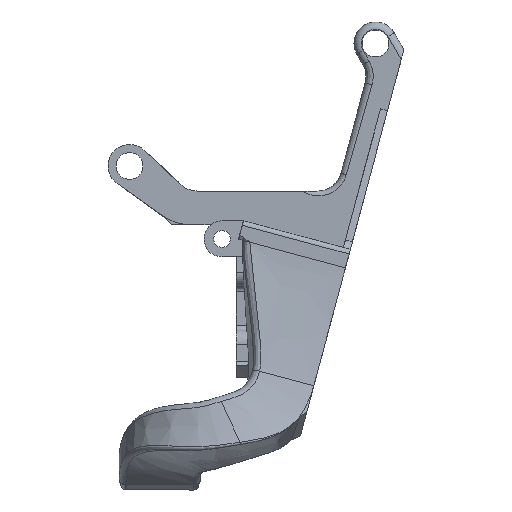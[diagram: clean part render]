
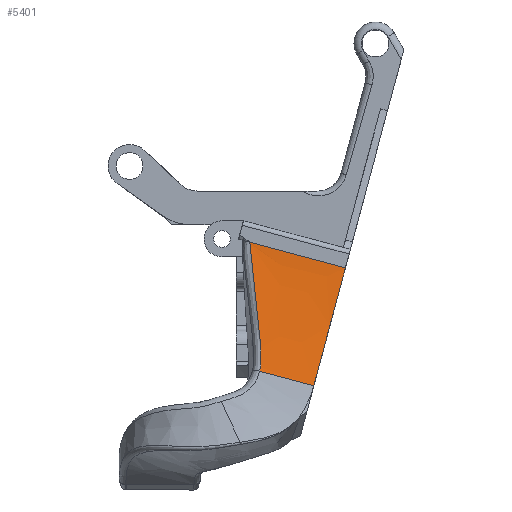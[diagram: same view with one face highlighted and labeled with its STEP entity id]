
A CAD part, left-side view. The second image highlights one B-rep face of the part: STEP entity #5401.
In plain terms, the highlighted free-form (B-spline) face has degree [3, 3] with [4, 4] control points.
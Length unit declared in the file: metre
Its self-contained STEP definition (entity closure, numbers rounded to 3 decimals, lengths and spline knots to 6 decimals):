
#197=B_SPLINE_SURFACE_WITH_KNOTS('',3,3,((#9386,#9387,#9388,#9389),(#9390,
#9391,#9392,#9393),(#9394,#9395,#9396,#9397),(#9398,#9399,#9400,#9401)),
 .UNSPECIFIED.,.F.,.F.,.F.,(4,4),(4,4),(0.,0.937719),(0.,1.),
 .PIECEWISE_BEZIER_KNOTS.);
#301=B_SPLINE_CURVE_WITH_KNOTS('',3,(#7891,#7892,#7893,#7894),
 .UNSPECIFIED.,.F.,.F.,(4,4),(0.,1.),.PIECEWISE_BEZIER_KNOTS.);
#397=B_SPLINE_CURVE_WITH_KNOTS('',3,(#9402,#9403,#9404,#9405,#9406,#9407,
#9408,#9409,#9410,#9411,#9412,#9413,#9414,#9415,#9416,#9417,#9418),
 .UNSPECIFIED.,.F.,.F.,(4,1,1,1,1,1,1,1,1,1,1,1,1,1,4),(0.,
0.000426,0.000853,0.001706,0.002558,
0.003411,0.005117,0.006822,0.010234,
0.013645,0.017056,0.020467,0.023878,
0.025584,0.02729),.UNSPECIFIED.);
#1235=ORIENTED_EDGE('',*,*,#2756,.T.);
#1236=ORIENTED_EDGE('',*,*,#2841,.T.);
#1237=ORIENTED_EDGE('',*,*,#2703,.F.);
#1238=ORIENTED_EDGE('',*,*,#2651,.F.);
#2651=EDGE_CURVE('',#3477,#3478,#301,.T.);
#2703=EDGE_CURVE('',#3478,#3516,#3969,.T.);
#2756=EDGE_CURVE('',#3477,#3563,#3982,.T.);
#2841=EDGE_CURVE('',#3563,#3516,#397,.T.);
#3477=VERTEX_POINT('',#7890);
#3478=VERTEX_POINT('',#7895);
#3516=VERTEX_POINT('',#8150);
#3563=VERTEX_POINT('',#8601);
#3969=LINE('',#8149,#4317);
#3982=LINE('',#8602,#4330);
#4317=VECTOR('',#6304,1.);
#4330=VECTOR('',#6339,1.);
#4601=EDGE_LOOP('',(#1235,#1236,#1237,#1238));
#4946=FACE_BOUND('',#4601,.T.);
#5401=ADVANCED_FACE('',(#4946),#197,.T.);
#6304=DIRECTION('',(0.,0.966,0.259));
#6339=DIRECTION('',(0.,0.966,0.259));
#7890=CARTESIAN_POINT('',(-0.0337,-0.04027,0.008448));
#7891=CARTESIAN_POINT('',(-0.0337,-0.04027,0.008448));
#7892=CARTESIAN_POINT('',(-0.0337,-0.03939,0.005164));
#7893=CARTESIAN_POINT('',(-0.036109,-0.034962,-0.01136));
#7894=CARTESIAN_POINT('',(-0.03736,-0.033677,-0.016158));
#7895=CARTESIAN_POINT('',(-0.03736,-0.033677,-0.016158));
#8149=CARTESIAN_POINT('',(-0.03736,-0.024983,-0.013829));
#8150=CARTESIAN_POINT('',(-0.03736,-0.022381,-0.013131));
#8601=CARTESIAN_POINT('',(-0.0337,-0.020372,0.013779));
#8602=CARTESIAN_POINT('',(-0.0337,-0.029113,0.011437));
#9386=CARTESIAN_POINT('',(-0.0337,-0.04027,0.008448));
#9387=CARTESIAN_POINT('',(-0.0337,-0.03939,0.005164));
#9388=CARTESIAN_POINT('',(-0.036109,-0.034962,-0.01136));
#9389=CARTESIAN_POINT('',(-0.03736,-0.033677,-0.016158));
#9390=CARTESIAN_POINT('',(-0.0337,-0.033597,0.010236));
#9391=CARTESIAN_POINT('',(-0.0337,-0.032717,0.006951));
#9392=CARTESIAN_POINT('',(-0.036109,-0.030979,-0.010293));
#9393=CARTESIAN_POINT('',(-0.03736,-0.029693,-0.015091));
#9394=CARTESIAN_POINT('',(-0.0337,-0.026925,0.012023));
#9395=CARTESIAN_POINT('',(-0.0337,-0.02604,0.008722));
#9396=CARTESIAN_POINT('',(-0.036103,-0.027002,-0.009201));
#9397=CARTESIAN_POINT('',(-0.03736,-0.02571,-0.014023));
#9398=CARTESIAN_POINT('',(-0.0337,-0.020252,0.013811));
#9399=CARTESIAN_POINT('',(-0.0337,-0.019367,0.010508));
#9400=CARTESIAN_POINT('',(-0.036102,-0.023019,-0.00813));
#9401=CARTESIAN_POINT('',(-0.03736,-0.021726,-0.012956));
#9402=CARTESIAN_POINT('',(-0.0337,-0.020372,0.013779));
#9403=CARTESIAN_POINT('',(-0.0337,-0.020335,0.013642));
#9404=CARTESIAN_POINT('',(-0.033708,-0.020323,0.013348));
#9405=CARTESIAN_POINT('',(-0.033736,-0.02031,0.012784));
#9406=CARTESIAN_POINT('',(-0.033786,-0.020338,0.012074));
#9407=CARTESIAN_POINT('',(-0.033857,-0.020394,0.011226));
#9408=CARTESIAN_POINT('',(-0.033962,-0.020492,0.010095));
#9409=CARTESIAN_POINT('',(-0.034107,-0.020643,0.008686));
#9410=CARTESIAN_POINT('',(-0.034357,-0.020914,0.006438));
#9411=CARTESIAN_POINT('',(-0.034695,-0.021286,0.003635));
#9412=CARTESIAN_POINT('',(-0.035132,-0.021735,0.000276));
#9413=CARTESIAN_POINT('',(-0.035598,-0.022156,-0.003083));
#9414=CARTESIAN_POINT('',(-0.036101,-0.022507,-0.006445));
#9415=CARTESIAN_POINT('',(-0.036562,-0.022686,-0.00925));
#9416=CARTESIAN_POINT('',(-0.036978,-0.022656,-0.011467));
#9417=CARTESIAN_POINT('',(-0.037221,-0.022524,-0.012599));
#9418=CARTESIAN_POINT('',(-0.03736,-0.022381,-0.013131));
